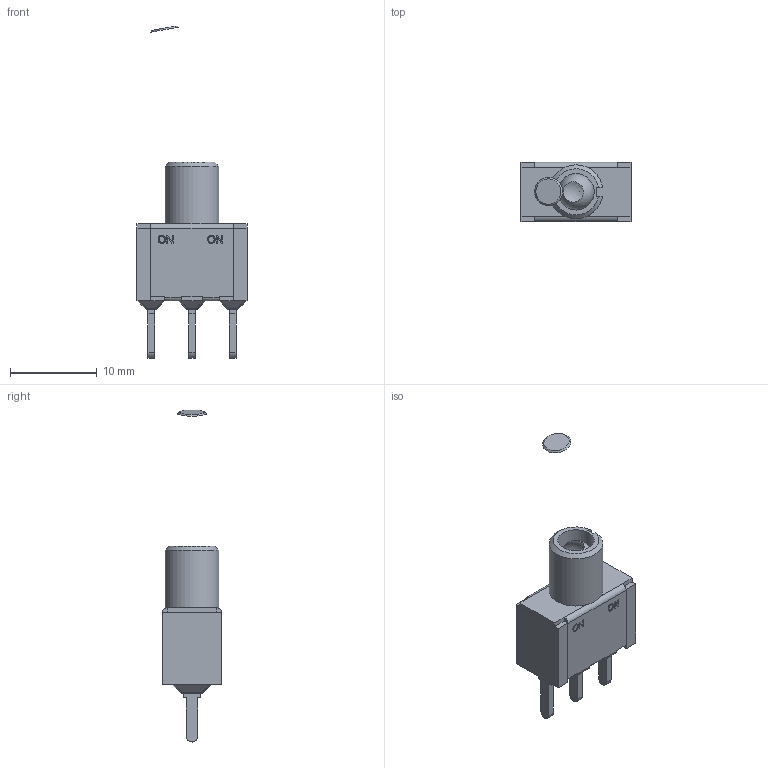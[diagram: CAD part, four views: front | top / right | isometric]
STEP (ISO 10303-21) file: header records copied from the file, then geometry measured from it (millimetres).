
FILE_DESCRIPTION(/* description */ (''),/* implementation_level */ '2;1');
FILE_NAME(/* name */ '100SPxT3B4M2xE.stp',/* time_stamp */ '2021-05-17T08:58:18-05:00',/* author */ ('mwilliams'),/* organization */ (''),/* preprocessor_version */ 'ST-DEVELOPER v18',/* originating_system */ 'Autodesk Inventor 2020',/* authorisation */ '');
FILE_SCHEMA (('AUTOMOTIVE_DESIGN { 1 0 10303 214 3 1 1 }'));
Length unit declared in the file: inch
Products named in the file (1): T111046_Shrinkwrap_1
Bounding box: 12.7 x 6.86 x 38.32 mm (x, y, z)
Volume: 1058.8 mm3; surface area: 1668.1 mm2
Topology: 7 solids, 7 shells, 243 faces, 616 edges, 385 vertices
Faces by surface type: plane 164, cylinder 47, bspline 16, sphere 13, cone 3
Full cylindrical faces by diameter (mm): 4.2 x1
Entity records: 7256 total; most frequent: CARTESIAN_POINT 1476, ORIENTED_EDGE 1206, DIRECTION 1125, EDGE_CURVE 603, LINE 469, VECTOR 469, VERTEX_POINT 385, AXIS2_PLACEMENT_3D 328
